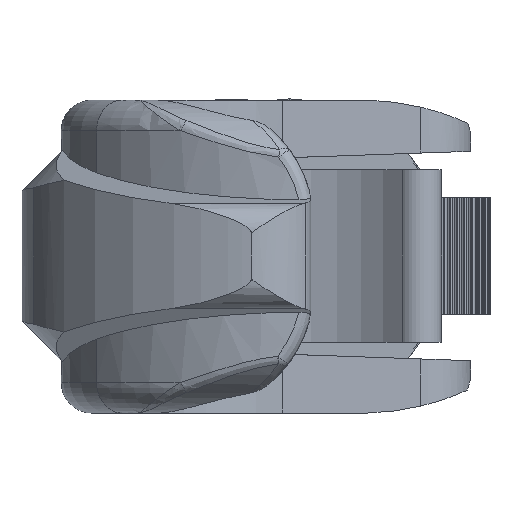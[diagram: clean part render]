
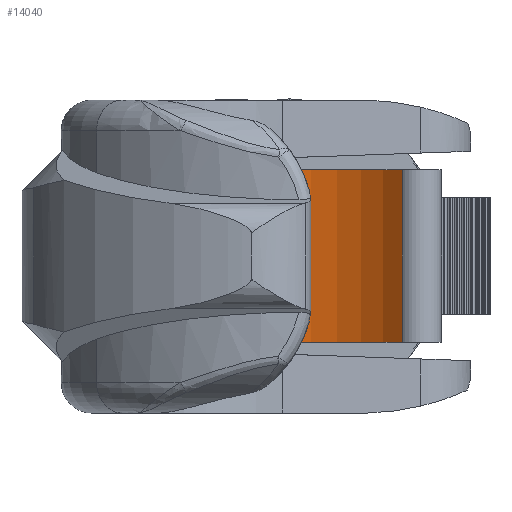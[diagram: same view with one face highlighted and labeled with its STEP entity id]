
A CAD part, left-side view. The second image highlights one B-rep face of the part: STEP entity #14040.
In plain terms, the highlighted cylindrical face has radius 25.4 mm (diameter 50.8 mm), a partial arc.
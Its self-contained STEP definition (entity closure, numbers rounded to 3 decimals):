
#601 = AXIS2_PLACEMENT_3D ( 'NONE', #3329, #15897, #7447 ) ;
#1428 = DIRECTION ( 'NONE',  ( 0., 0., -1. ) ) ;
#1485 = DIRECTION ( 'NONE',  ( -1., 0., 0. ) ) ;
#2341 = CARTESIAN_POINT ( 'NONE',  ( 14., 2.714, -50.452 ) ) ;
#3329 = CARTESIAN_POINT ( 'NONE',  ( 14., -3.928, -25.936 ) ) ;
#4053 = DIRECTION ( 'NONE',  ( 0., 0., 1. ) ) ;
#4227 = DIRECTION ( 'NONE',  ( -1., 0., 0. ) ) ;
#5079 = EDGE_CURVE ( 'NONE', #11821, #9455, #14777, .T. ) ;
#6158 = VECTOR ( 'NONE', #9409, 1000. ) ;
#6345 = CARTESIAN_POINT ( 'NONE',  ( -14., 0.813, -0.982 ) ) ;
#6539 = CARTESIAN_POINT ( 'NONE',  ( -14., 2.714, -50.452 ) ) ;
#6584 = CARTESIAN_POINT ( 'NONE',  ( 14., 2.714, -50.452 ) ) ;
#6587 = ORIENTED_EDGE ( 'NONE', *, *, #16229, .F. ) ;
#7072 = ORIENTED_EDGE ( 'NONE', *, *, #14829, .F. ) ;
#7447 = DIRECTION ( 'NONE',  ( 0., 0., -1. ) ) ;
#7506 = ORIENTED_EDGE ( 'NONE', *, *, #10927, .T. ) ;
#7879 = CIRCLE ( 'NONE', #601, 25.4 ) ;
#8307 = LINE ( 'NONE', #2341, #17804 ) ;
#8352 = CARTESIAN_POINT ( 'NONE',  ( 14., -3.928, -25.936 ) ) ;
#9409 = DIRECTION ( 'NONE',  ( -1., 0., 0. ) ) ;
#9455 = VERTEX_POINT ( 'NONE', #6345 ) ;
#9716 = CARTESIAN_POINT ( 'NONE',  ( -14., -3.928, -25.936 ) ) ;
#10364 = VERTEX_POINT ( 'NONE', #6539 ) ;
#10606 = EDGE_LOOP ( 'NONE', ( #7506, #6587, #7072, #15914 ) ) ;
#10799 = CIRCLE ( 'NONE', #13415, 25.4 ) ;
#10927 = EDGE_CURVE ( 'NONE', #9455, #10364, #10799, .T. ) ;
#11821 = VERTEX_POINT ( 'NONE', #12791 ) ;
#11959 = DIRECTION ( 'NONE',  ( -1., 0., 0. ) ) ;
#12791 = CARTESIAN_POINT ( 'NONE',  ( 14., 0.813, -0.982 ) ) ;
#13415 = AXIS2_PLACEMENT_3D ( 'NONE', #9716, #1485, #1428 ) ;
#13566 = CARTESIAN_POINT ( 'NONE',  ( 14., 0.813, -0.982 ) ) ;
#13687 = AXIS2_PLACEMENT_3D ( 'NONE', #8352, #4227, #4053 ) ;
#14040 = ADVANCED_FACE ( 'NONE', ( #15695 ), #14586, .F. ) ;
#14586 = CYLINDRICAL_SURFACE ( 'NONE', #13687, 25.4 ) ;
#14777 = LINE ( 'NONE', #13566, #6158 ) ;
#14829 = EDGE_CURVE ( 'NONE', #11821, #15251, #7879, .T. ) ;
#15251 = VERTEX_POINT ( 'NONE', #6584 ) ;
#15695 = FACE_OUTER_BOUND ( 'NONE', #10606, .T. ) ;
#15897 = DIRECTION ( 'NONE',  ( -1., 0., 0. ) ) ;
#15914 = ORIENTED_EDGE ( 'NONE', *, *, #5079, .T. ) ;
#16229 = EDGE_CURVE ( 'NONE', #15251, #10364, #8307, .T. ) ;
#17804 = VECTOR ( 'NONE', #11959, 1000. ) ;
